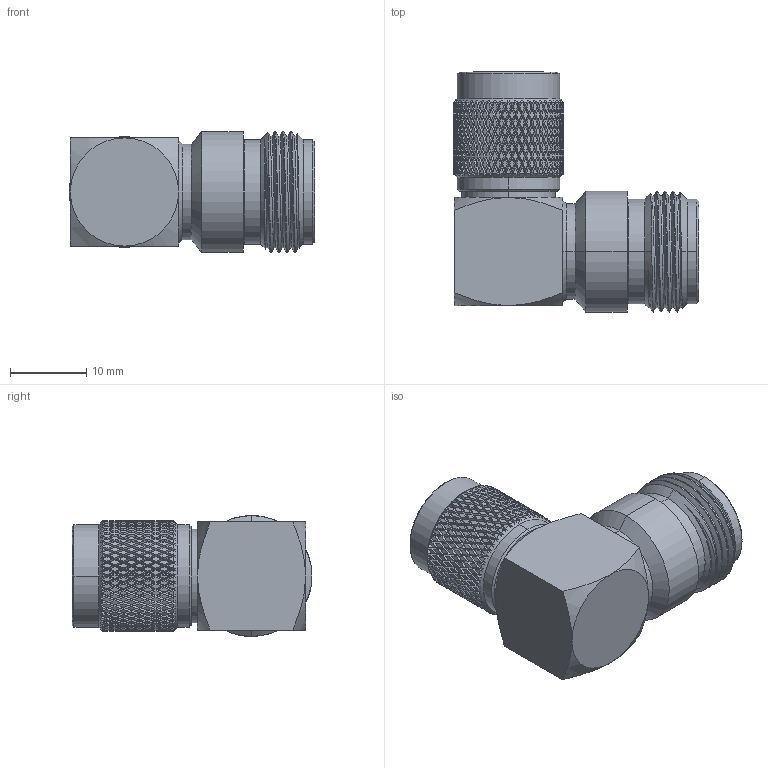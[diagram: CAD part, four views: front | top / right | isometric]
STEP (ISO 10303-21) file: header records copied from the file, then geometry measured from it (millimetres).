
FILE_DESCRIPTION (( 'STEP AP203' ), '1' );
FILE_NAME ('PE9263.step', '2018-07-10T15:05:49', ( '' ), ( '' ), 'SwSTEP 2.0', 'SolidWorks 2017', '' );
FILE_SCHEMA (( 'CONFIG_CONTROL_DESIGN' ));
Products named in the file (1): PE9263
Bounding box: 32.24 x 31.53 x 15.88 mm (x, y, z)
Volume: 7762.5 mm3; surface area: 4703.7 mm2
Topology: 2 solids, 2 shells, 2705 faces, 5752 edges, 3065 vertices
Faces by surface type: bspline 2008, cylinder 589, plane 59, cone 47, torus 2
Entity records: 105329 total; most frequent: CARTESIAN_POINT 69998, ORIENTED_EDGE 11504, EDGE_CURVE 5752, VERTEX_POINT 3065, EDGE_LOOP 2719, FACE_OUTER_BOUND 2705, ADVANCED_FACE 2705, B_SPLINE_CURVE_WITH_KNOTS 2334
